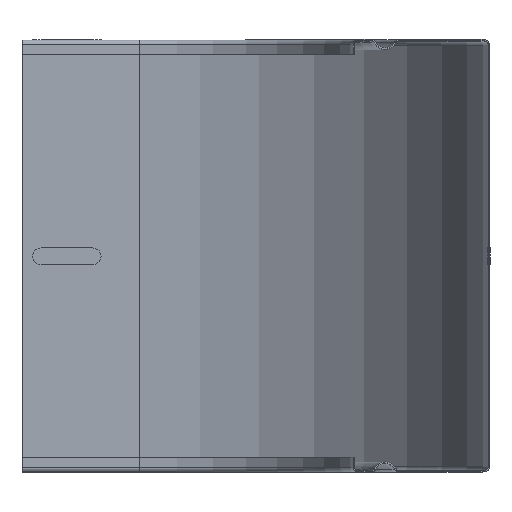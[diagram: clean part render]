
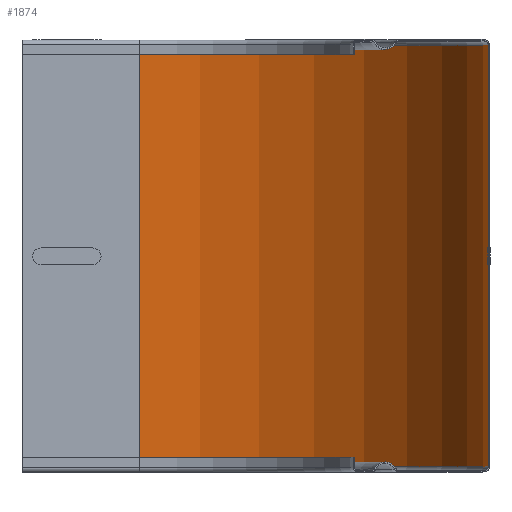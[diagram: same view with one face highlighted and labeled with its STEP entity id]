
A CAD part, top view. The second image highlights one B-rep face of the part: STEP entity #1874.
In plain terms, the highlighted cylindrical face has radius 163.3 mm (diameter 326.6 mm), a partial arc.
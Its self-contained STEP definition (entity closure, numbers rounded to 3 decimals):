
#82=CYLINDRICAL_SURFACE('',#2145,163.3);
#200=FACE_OUTER_BOUND('',#306,.T.);
#306=EDGE_LOOP('',(#1689,#1690,#1691,#1692));
#379=CIRCLE('',#2014,163.3);
#414=CIRCLE('',#2080,163.3);
#590=LINE('',#3363,#734);
#591=LINE('',#3365,#735);
#734=VECTOR('',#2777,1.);
#735=VECTOR('',#2780,1.);
#785=VERTEX_POINT('',#2896);
#846=VERTEX_POINT('',#3075);
#893=VERTEX_POINT('',#3229);
#895=VERTEX_POINT('',#3235);
#1066=EDGE_CURVE('',#785,#846,#379,.T.);
#1148=EDGE_CURVE('',#895,#893,#414,.T.);
#1210=EDGE_CURVE('',#846,#893,#590,.T.);
#1211=EDGE_CURVE('',#895,#785,#591,.T.);
#1689=ORIENTED_EDGE('',*,*,#1211,.F.);
#1690=ORIENTED_EDGE('',*,*,#1148,.T.);
#1691=ORIENTED_EDGE('',*,*,#1210,.F.);
#1692=ORIENTED_EDGE('',*,*,#1066,.F.);
#1874=ADVANCED_FACE('',(#200),#82,.F.);
#2014=AXIS2_PLACEMENT_3D('',#3076,#2441,#2442);
#2080=AXIS2_PLACEMENT_3D('',#3239,#2620,#2621);
#2145=AXIS2_PLACEMENT_3D('',#3364,#2778,#2779);
#2441=DIRECTION('center_axis',(0.,-1.,0.));
#2442=DIRECTION('ref_axis',(0.,0.,-1.));
#2620=DIRECTION('center_axis',(0.,-1.,0.));
#2621=DIRECTION('ref_axis',(0.,0.,
-1.));
#2777=DIRECTION('',(0.,-1.,0.));
#2778=DIRECTION('center_axis',(0.,-1.,0.));
#2779=DIRECTION('ref_axis',(0.,0.,-1.));
#2780=DIRECTION('',(0.,1.,0.));
#2896=CARTESIAN_POINT('',(53.654,203.446,5.483));
#3075=CARTESIAN_POINT('',(216.954,203.446,168.783));
#3076=CARTESIAN_POINT('Origin',(53.654,203.446,168.783));
#3229=CARTESIAN_POINT('',(216.954,6.246,168.783));
#3235=CARTESIAN_POINT('',(53.654,6.246,5.483));
#3239=CARTESIAN_POINT('Origin',(53.654,6.246,168.783));
#3363=CARTESIAN_POINT('',(216.954,104.846,168.783));
#3364=CARTESIAN_POINT('Origin',(53.654,129.146,168.783));
#3365=CARTESIAN_POINT('',(53.654,104.846,5.483));
